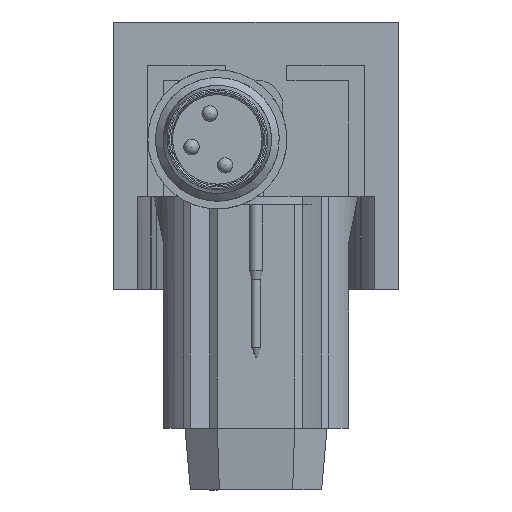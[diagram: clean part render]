
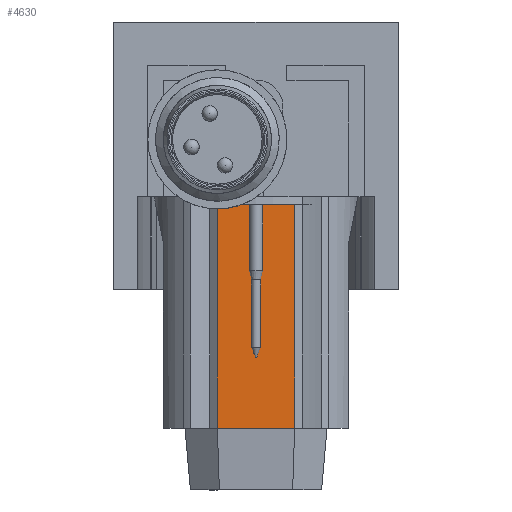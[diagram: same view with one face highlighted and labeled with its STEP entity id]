
A CAD part, front view. The second image highlights one B-rep face of the part: STEP entity #4630.
In plain terms, the highlighted planar face has unit normal (0, -1, 0).
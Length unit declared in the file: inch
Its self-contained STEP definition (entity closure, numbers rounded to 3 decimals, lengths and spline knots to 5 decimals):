
#244 = LINE ( 'NONE', #7854, #3468 ) ;
#324 = CARTESIAN_POINT ( 'NONE',  ( 2.55481, 4.82464, 3.4387 ) ) ;
#506 = DIRECTION ( 'NONE',  ( 0., 0., -1. ) ) ;
#1545 = VERTEX_POINT ( 'NONE', #9383 ) ;
#1589 = VERTEX_POINT ( 'NONE', #4211 ) ;
#1809 = CARTESIAN_POINT ( 'NONE',  ( 2.55481, 4.82464, 3.4387 ) ) ;
#1890 = VECTOR ( 'NONE', #8610, 39.37008 ) ;
#2223 = VERTEX_POINT ( 'NONE', #3807 ) ;
#3228 = ORIENTED_EDGE ( 'NONE', *, *, #4464, .F. ) ;
#3267 = AXIS2_PLACEMENT_3D ( 'NONE', #6583, #6518, #8754 ) ;
#3468 = VECTOR ( 'NONE', #506, 39.37008 ) ;
#3807 = CARTESIAN_POINT ( 'NONE',  ( 2.75166, 4.82464, 4.00956 ) ) ;
#3906 = EDGE_CURVE ( 'NONE', #5249, #1545, #7375, .T. ) ;
#4054 = DIRECTION ( 'NONE',  ( -1., 0., 0. ) ) ;
#4211 = CARTESIAN_POINT ( 'NONE',  ( 2.75166, 4.82464, 3.4387 ) ) ;
#4464 = EDGE_CURVE ( 'NONE', #2223, #1589, #244, .T. ) ;
#4630 = ADVANCED_FACE ( 'NONE', ( #8543 ), #8732, .F. ) ;
#4965 = VECTOR ( 'NONE', #8476, 39.37008 ) ;
#4991 = EDGE_CURVE ( 'NONE', #1589, #5249, #9106, .T. ) ;
#5183 = ORIENTED_EDGE ( 'NONE', *, *, #9189, .T. ) ;
#5249 = VERTEX_POINT ( 'NONE', #324 ) ;
#5585 = CARTESIAN_POINT ( 'NONE',  ( 2.55481, 4.82464, 3.4387 ) ) ;
#6241 = ORIENTED_EDGE ( 'NONE', *, *, #3906, .F. ) ;
#6518 = DIRECTION ( 'NONE',  ( 0., 1., 0. ) ) ;
#6583 = CARTESIAN_POINT ( 'NONE',  ( 2.55481, 4.82464, 3.4387 ) ) ;
#7002 = CARTESIAN_POINT ( 'NONE',  ( 2.89627, 4.82464, 4.00956 ) ) ;
#7375 = LINE ( 'NONE', #5585, #4965 ) ;
#7854 = CARTESIAN_POINT ( 'NONE',  ( 2.75166, 4.82464, 3.4387 ) ) ;
#8296 = ORIENTED_EDGE ( 'NONE', *, *, #4991, .F. ) ;
#8476 = DIRECTION ( 'NONE',  ( 0., 0., 1. ) ) ;
#8532 = VECTOR ( 'NONE', #4054, 39.37008 ) ;
#8543 = FACE_OUTER_BOUND ( 'NONE', #8985, .T. ) ;
#8610 = DIRECTION ( 'NONE',  ( -1., 0., 0. ) ) ;
#8723 = LINE ( 'NONE', #7002, #1890 ) ;
#8732 = PLANE ( 'NONE',  #3267 ) ;
#8754 = DIRECTION ( 'NONE',  ( 0., 0., 1. ) ) ;
#8985 = EDGE_LOOP ( 'NONE', ( #3228, #5183, #6241, #8296 ) ) ;
#9106 = LINE ( 'NONE', #1809, #8532 ) ;
#9189 = EDGE_CURVE ( 'NONE', #2223, #1545, #8723, .T. ) ;
#9383 = CARTESIAN_POINT ( 'NONE',  ( 2.55481, 4.82464, 4.00956 ) ) ;
